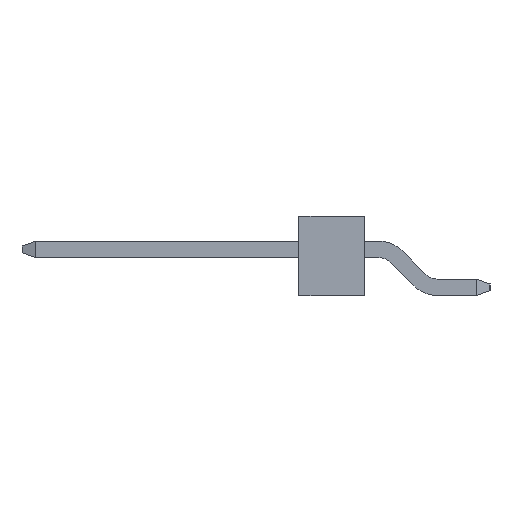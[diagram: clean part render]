
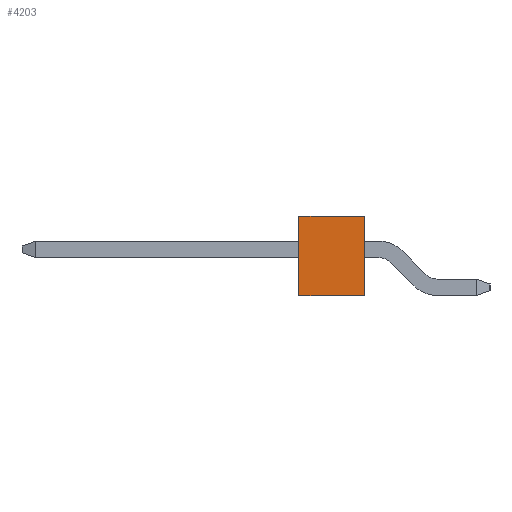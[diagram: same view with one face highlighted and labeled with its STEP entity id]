
A CAD part, left-side view. The second image highlights one B-rep face of the part: STEP entity #4203.
In plain terms, the highlighted face is planar.
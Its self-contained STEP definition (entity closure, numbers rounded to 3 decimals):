
#826 = VERTEX_POINT('',#827);
#827 = CARTESIAN_POINT('',(16.51,-1.524,-1.27));
#833 = EDGE_CURVE('',#834,#826,#836,.T.);
#834 = VERTEX_POINT('',#835);
#835 = CARTESIAN_POINT('',(16.51,-1.524,1.27));
#836 = LINE('',#837,#838);
#837 = CARTESIAN_POINT('',(16.51,-1.524,1.27));
#838 = VECTOR('',#839,1.);
#839 = DIRECTION('',(0.,0.,-1.));
#1443 = EDGE_CURVE('',#834,#1444,#1446,.T.);
#1444 = VERTEX_POINT('',#1445);
#1445 = CARTESIAN_POINT('',(16.51,1.524,1.27));
#1446 = LINE('',#1447,#1448);
#1447 = CARTESIAN_POINT('',(16.51,-1.524,1.27));
#1448 = VECTOR('',#1449,1.);
#1449 = DIRECTION('',(0.,1.,0.));
#3004 = VERTEX_POINT('',#3005);
#3005 = CARTESIAN_POINT('',(16.51,1.524,-1.27));
#3011 = EDGE_CURVE('',#826,#3004,#3012,.T.);
#3012 = LINE('',#3013,#3014);
#3013 = CARTESIAN_POINT('',(16.51,-1.524,-1.27));
#3014 = VECTOR('',#3015,1.);
#3015 = DIRECTION('',(0.,1.,0.));
#3296 = EDGE_CURVE('',#1444,#3004,#3297,.T.);
#3297 = LINE('',#3298,#3299);
#3298 = CARTESIAN_POINT('',(16.51,1.524,1.27));
#3299 = VECTOR('',#3300,1.);
#3300 = DIRECTION('',(0.,0.,-1.));
#4203 = ADVANCED_FACE('',(#4204),#4210,.F.);
#4204 = FACE_BOUND('',#4205,.T.);
#4205 = EDGE_LOOP('',(#4206,#4207,#4208,#4209));
#4206 = ORIENTED_EDGE('',*,*,#3011,.T.);
#4207 = ORIENTED_EDGE('',*,*,#3296,.F.);
#4208 = ORIENTED_EDGE('',*,*,#1443,.F.);
#4209 = ORIENTED_EDGE('',*,*,#833,.T.);
#4210 = PLANE('',#4211);
#4211 = AXIS2_PLACEMENT_3D('',#4212,#4213,#4214);
#4212 = CARTESIAN_POINT('',(16.51,-1.524,1.27));
#4213 = DIRECTION('',(-1.,0.,0.));
#4214 = DIRECTION('',(0.,0.,1.));
